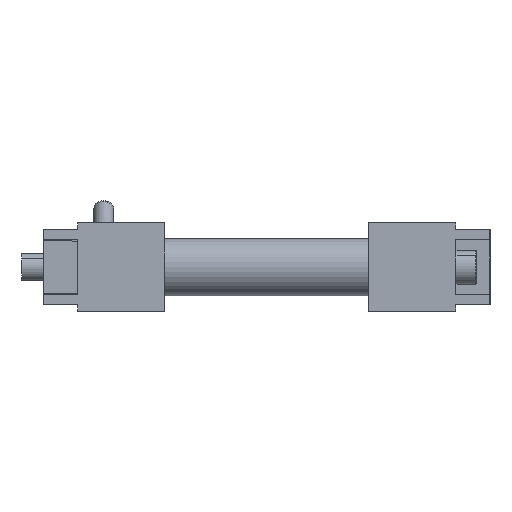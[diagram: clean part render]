
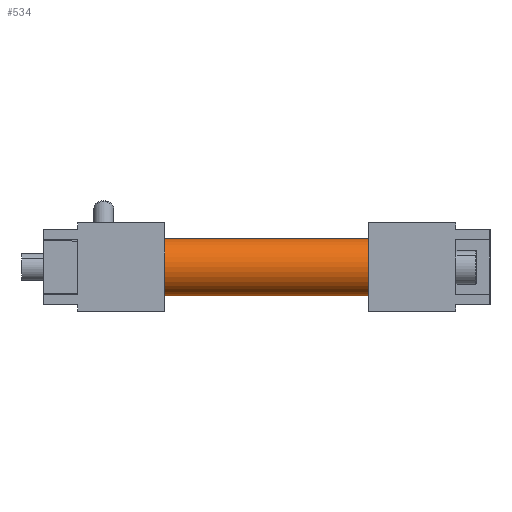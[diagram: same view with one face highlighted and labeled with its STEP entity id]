
A CAD part, left-side view. The second image highlights one B-rep face of the part: STEP entity #534.
In plain terms, the highlighted cylindrical face has radius 8.5 mm (diameter 17 mm), a partial arc.
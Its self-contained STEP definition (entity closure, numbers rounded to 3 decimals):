
#534=ADVANCED_FACE('',(#1330),#1331,.T.);
#1330=FACE_OUTER_BOUND('',#2189,.T.);
#1331=CYLINDRICAL_SURFACE('',#2190,8.5);
#2189=EDGE_LOOP('',(#4980,#4981,#4982,#4983));
#2190=AXIS2_PLACEMENT_3D('',#4984,#4985,#4986);
#4980=ORIENTED_EDGE('',*,*,#6221,.F.);
#4981=ORIENTED_EDGE('',*,*,#6224,.F.);
#4982=ORIENTED_EDGE('',*,*,#6223,.T.);
#4983=ORIENTED_EDGE('',*,*,#6225,.T.);
#4984=CARTESIAN_POINT('',(-138.411,60.052,16.497));
#4985=DIRECTION('',(0.0,1.0,0.0));
#4986=DIRECTION('',(0.0,0.0,-1.0));
#6221=EDGE_CURVE('',#7698,#7701,#7702,.T.);
#6223=EDGE_CURVE('',#7699,#7703,#7705,.T.);
#6224=EDGE_CURVE('',#7699,#7698,#7706,.T.);
#6225=EDGE_CURVE('',#7703,#7701,#7707,.T.);
#7698=VERTEX_POINT('',#10246);
#7699=VERTEX_POINT('',#10247);
#7701=VERTEX_POINT('',#10249);
#7702=LINE('',#10250,#10251);
#7703=VERTEX_POINT('',#10252);
#7705=LINE('',#10254,#10255);
#7706=CIRCLE('',#10256,8.5);
#7707=CIRCLE('',#10257,8.5);
#10246=CARTESIAN_POINT('',(-138.411,60.052,24.997));
#10247=CARTESIAN_POINT('',(-138.411,60.052,7.997));
#10249=CARTESIAN_POINT('',(-138.411,0.052,24.997));
#10250=CARTESIAN_POINT('',(-138.411,60.052,24.997));
#10251=VECTOR('',#11635,1000.0);
#10252=CARTESIAN_POINT('',(-138.411,0.052,7.997));
#10254=CARTESIAN_POINT('',(-138.411,60.052,7.997));
#10255=VECTOR('',#11639,1000.0);
#10256=AXIS2_PLACEMENT_3D('',#11640,#11641,#11642);
#10257=AXIS2_PLACEMENT_3D('',#11643,#11644,#11645);
#11635=DIRECTION('',(-0.0,-1.0,-0.0));
#11639=DIRECTION('',(-0.0,-1.0,-0.0));
#11640=CARTESIAN_POINT('',(-138.411,60.052,16.497));
#11641=DIRECTION('',(0.0,1.0,0.0));
#11642=DIRECTION('',(0.0,0.0,1.0));
#11643=CARTESIAN_POINT('',(-138.411,0.052,16.497));
#11644=DIRECTION('',(0.0,1.0,0.0));
#11645=DIRECTION('',(0.0,0.0,1.0));
